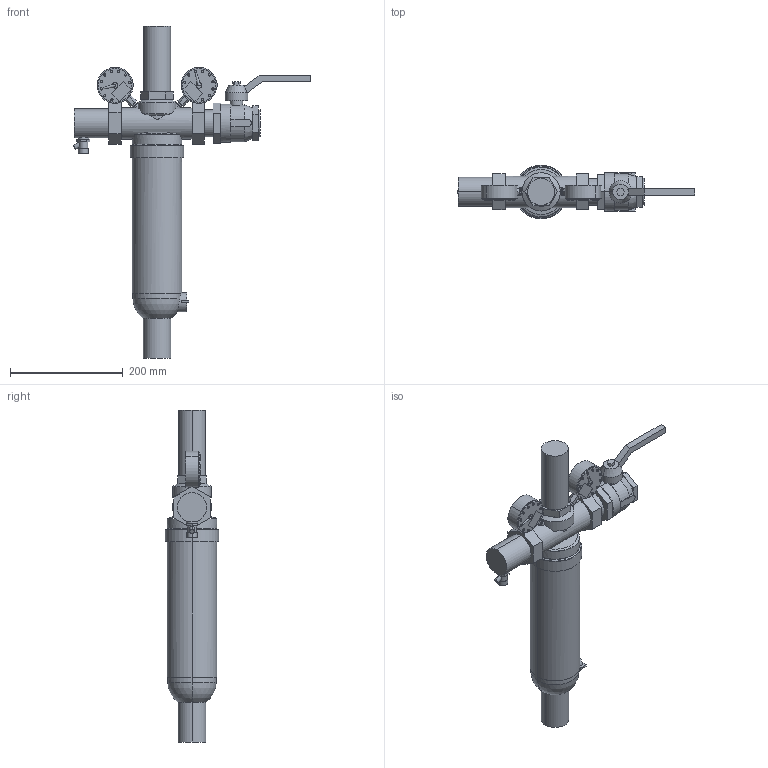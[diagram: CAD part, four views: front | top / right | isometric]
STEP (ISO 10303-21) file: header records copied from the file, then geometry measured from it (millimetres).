
FILE_DESCRIPTION(('no description'),'unknown implementation level');
FILE_NAME('_HS10S-11_2AA_3D.stp',' ',('pit-cup GmbH'),('ccLab - KiM Gmbh - www.kimweb.de'),'unknown preprocess','ACIS','unknown authorization');
FILE_SCHEMA(('automotive_design'));
Length unit declared in the file: millimetre
Products named in the file (4): 1; 2; 3; 4
Bounding box: 422 x 95 x 590 mm (x, y, z)
Volume: 3500667.3 mm3; surface area: 259109.8 mm2
Topology: 4 solids, 4 shells, 327 faces, 775 edges, 497 vertices
Faces by surface type: plane 197, cylinder 108, cone 20, sphere 2
Entity records: 19958 total; most frequent: CARTESIAN_POINT 3217, DIRECTION 1665, STYLED_ITEM 1603, PRESENTATION_STYLE_ASSIGNMENT 1603, COLOUR_RGB 1603, ORIENTED_EDGE 1550, EDGE_CURVE 775, CURVE_STYLE 775
